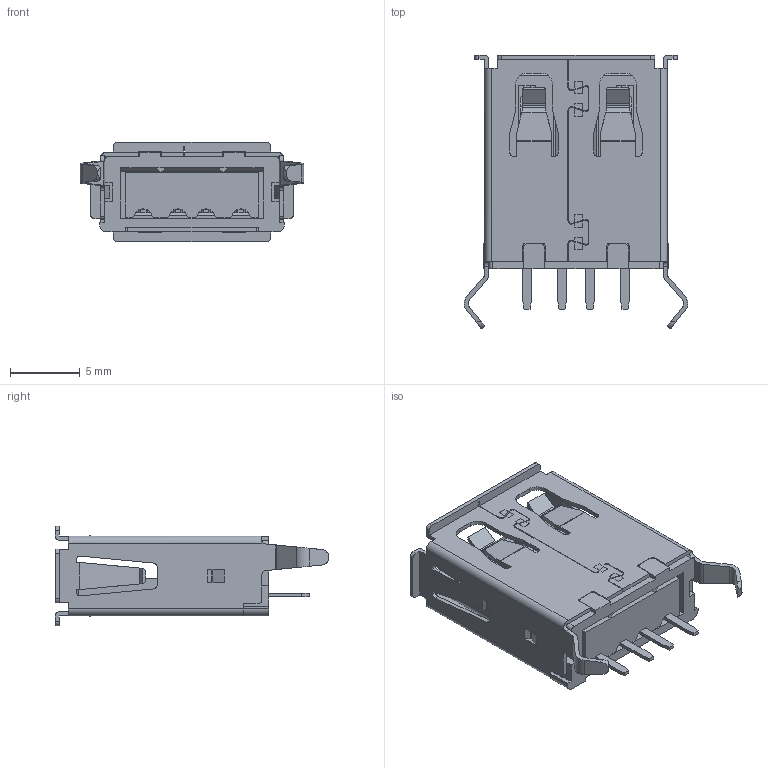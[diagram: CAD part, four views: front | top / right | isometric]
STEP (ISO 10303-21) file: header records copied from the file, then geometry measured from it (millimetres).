
FILE_DESCRIPTION (( 'STEP AP214' ), '1' );
FILE_NAME ('690E104-143-070.STEP', '2021-01-14T12:51:24', ( '' ), ( '' ), 'SwSTEP 2.0', 'SolidWorks 2020', '' );
FILE_SCHEMA (( 'AUTOMOTIVE_DESIGN' ));
Length unit declared in the file: millimetre
Products named in the file (5): Insulator 690E104-X43-07X_White; Contact 690E104-X43-07X; 690E104-143-070; Shell 690E104-X43-07X; Insulator2 690E104-X43-07X_White
Assembly tree (7 placements, depth 2):
  690E104-143-070
    Insulator 690E104-X43-07X_White
    Shell 690E104-X43-07X
    Insulator2 690E104-X43-07X_White
    Contact 690E104-X43-07X  x4
Bounding box: 16 x 19.6 x 7.12 mm (x, y, z)
Volume: 609.4 mm3; surface area: 2266.7 mm2
Topology: 7 solids, 7 shells, 806 faces, 2374 edges, 1570 vertices
Faces by surface type: plane 597, cylinder 209
Entity records: 21788 total; most frequent: CARTESIAN_POINT 4200, ORIENTED_EDGE 3848, DIRECTION 3406, EDGE_CURVE 1924, LINE 1534, VECTOR 1534, VERTEX_POINT 1270, AXIS2_PLACEMENT_3D 936
